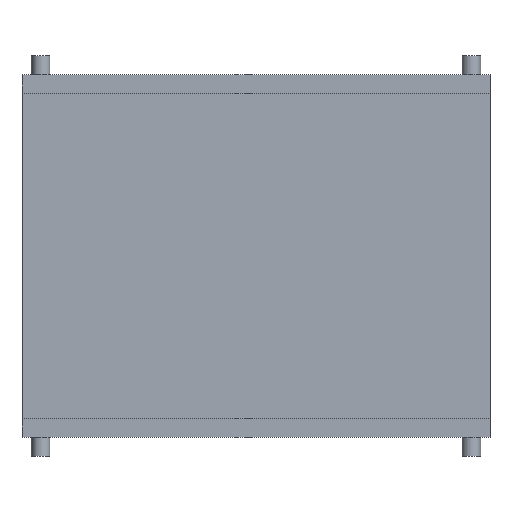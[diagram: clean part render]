
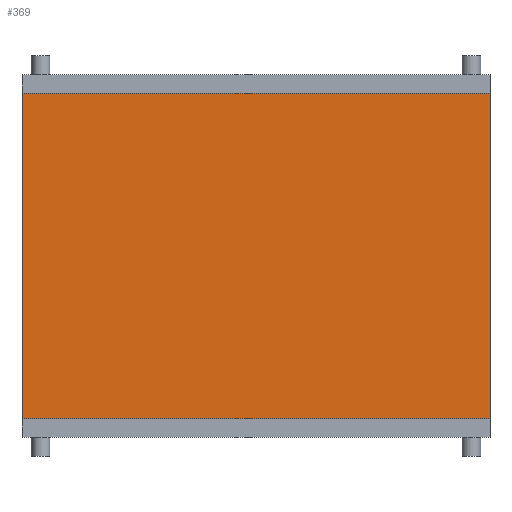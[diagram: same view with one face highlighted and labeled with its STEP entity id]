
A CAD part, front view. The second image highlights one B-rep face of the part: STEP entity #369.
In plain terms, the highlighted planar face has unit normal (0, -1, 0).
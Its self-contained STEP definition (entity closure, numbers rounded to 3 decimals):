
#33=PLANE('',#410);
#53=FACE_OUTER_BOUND('',#75,.T.);
#75=EDGE_LOOP('',(#315,#316,#317,#318));
#92=LINE('',#552,#132);
#98=LINE('',#564,#138);
#108=LINE('',#584,#148);
#119=LINE('',#604,#159);
#132=VECTOR('',#450,10.);
#138=VECTOR('',#460,10.);
#148=VECTOR('',#472,10.);
#159=VECTOR('',#485,10.);
#181=VERTEX_POINT('',#548);
#183=VERTEX_POINT('',#551);
#187=VERTEX_POINT('',#563);
#196=VERTEX_POINT('',#583);
#216=EDGE_CURVE('',#183,#181,#92,.T.);
#222=EDGE_CURVE('',#183,#187,#98,.T.);
#232=EDGE_CURVE('',#196,#181,#108,.T.);
#243=EDGE_CURVE('',#187,#196,#119,.T.);
#315=ORIENTED_EDGE('',*,*,#232,.F.);
#316=ORIENTED_EDGE('',*,*,#243,.F.);
#317=ORIENTED_EDGE('',*,*,#222,.F.);
#318=ORIENTED_EDGE('',*,*,#216,.T.);
#369=ADVANCED_FACE('',(#53),#33,.F.);
#410=AXIS2_PLACEMENT_3D('',#611,#495,#496);
#450=DIRECTION('',(-1.,0.,0.));
#460=DIRECTION('',(0.,0.,-1.));
#472=DIRECTION('',(0.,0.,1.));
#485=DIRECTION('',(-1.,0.,0.));
#495=DIRECTION('center_axis',(0.,1.,0.));
#496=DIRECTION('ref_axis',(0.,0.,1.));
#548=CARTESIAN_POINT('',(0.,20.,191.4));
#551=CARTESIAN_POINT('',(250.8,20.,191.4));
#552=CARTESIAN_POINT('',(250.8,20.,191.4));
#563=CARTESIAN_POINT('',(250.8,20.,3.));
#564=CARTESIAN_POINT('',(250.8,20.,192.9));
#583=CARTESIAN_POINT('',(0.,20.,3.));
#584=CARTESIAN_POINT('',(0.,20.,95.7));
#604=CARTESIAN_POINT('',(250.8,20.,3.));
#611=CARTESIAN_POINT('Origin',(125.4,20.,97.2));
